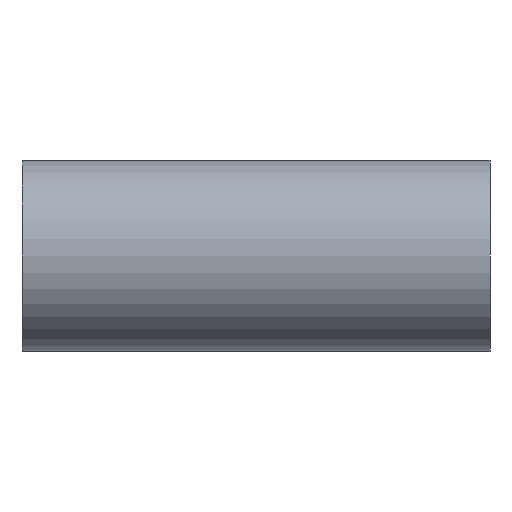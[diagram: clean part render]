
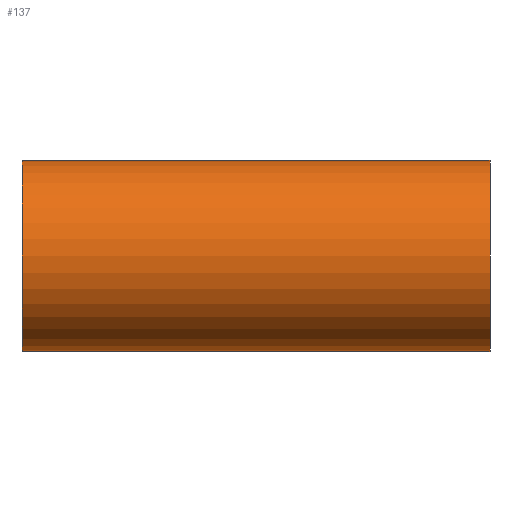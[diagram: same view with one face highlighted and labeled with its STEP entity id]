
A CAD part, front view. The second image highlights one B-rep face of the part: STEP entity #137.
In plain terms, the highlighted cylindrical face has radius 254 mm (diameter 508 mm), a full revolution.
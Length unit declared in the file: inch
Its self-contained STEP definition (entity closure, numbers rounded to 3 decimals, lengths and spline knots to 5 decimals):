
#16=FACE_BOUND('',#34,.T.);
#25=FACE_OUTER_BOUND('',#33,.T.);
#33=EDGE_LOOP('',(#109,#110,#111,#112));
#34=EDGE_LOOP('',(#113,#114,#115));
#42=CIRCLE('',#176,10.);
#43=CIRCLE('',#177,10.);
#48=LINE('',#258,#53);
#53=VECTOR('',#215,10.);
#60=ELLIPSE('',#170,38.63703,10.);
#61=ELLIPSE('',#171,10.35276,10.);
#62=ELLIPSE('',#172,38.63703,10.);
#68=VERTEX_POINT('',#244);
#69=VERTEX_POINT('',#245);
#70=VERTEX_POINT('',#247);
#72=VERTEX_POINT('',#255);
#73=VERTEX_POINT('',#257);
#82=EDGE_CURVE('',#68,#69,#60,.T.);
#83=EDGE_CURVE('',#70,#68,#61,.T.);
#84=EDGE_CURVE('',#69,#70,#62,.T.);
#87=EDGE_CURVE('',#72,#72,#42,.T.);
#88=EDGE_CURVE('',#72,#73,#48,.T.);
#89=EDGE_CURVE('',#73,#73,#43,.T.);
#109=ORIENTED_EDGE('',*,*,#87,.F.);
#110=ORIENTED_EDGE('',*,*,#88,.T.);
#111=ORIENTED_EDGE('',*,*,#89,.F.);
#112=ORIENTED_EDGE('',*,*,#88,.F.);
#113=ORIENTED_EDGE('',*,*,#82,.T.);
#114=ORIENTED_EDGE('',*,*,#84,.T.);
#115=ORIENTED_EDGE('',*,*,#83,.T.);
#132=CYLINDRICAL_SURFACE('',#175,10.);
#137=ADVANCED_FACE('',(#25,#16),#132,.T.);
#170=AXIS2_PLACEMENT_3D('',#246,#200,#201);
#171=AXIS2_PLACEMENT_3D('',#248,#202,#203);
#172=AXIS2_PLACEMENT_3D('',#249,#204,#205);
#175=AXIS2_PLACEMENT_3D('',#254,#211,#212);
#176=AXIS2_PLACEMENT_3D('',#256,#213,#214);
#177=AXIS2_PLACEMENT_3D('',#259,#216,#217);
#200=DIRECTION('center_axis',(0.259,-0.966,0.));
#201=DIRECTION('ref_axis',(-0.966,-0.259,0.));
#202=DIRECTION('center_axis',(-0.966,-0.259,0.));
#203=DIRECTION('ref_axis',(-0.259,0.966,0.));
#204=DIRECTION('center_axis',(0.259,-0.966,0.));
#205=DIRECTION('ref_axis',(-0.966,-0.259,0.));
#211=DIRECTION('center_axis',(-1.,0.,0.));
#212=DIRECTION('ref_axis',(0.,1.,0.));
#213=DIRECTION('center_axis',(-1.,0.,0.));
#214=DIRECTION('ref_axis',(0.,1.,0.));
#215=DIRECTION('',(1.,0.,0.));
#216=DIRECTION('center_axis',(1.,0.,0.));
#217=DIRECTION('ref_axis',(0.,1.,0.));
#244=CARTESIAN_POINT('',(-16.,0.,-10.));
#245=CARTESIAN_POINT('',(21.32051,10.,0.));
#246=CARTESIAN_POINT('Origin',(-16.,0.,0.));
#247=CARTESIAN_POINT('',(-16.,0.,10.));
#248=CARTESIAN_POINT('Origin',(-16.,0.,0.));
#249=CARTESIAN_POINT('Origin',(-16.,0.,0.));
#254=CARTESIAN_POINT('Origin',(24.5,0.,0.));
#255=CARTESIAN_POINT('',(-24.5,-10.,0.));
#256=CARTESIAN_POINT('Origin',(-24.5,0.,0.));
#257=CARTESIAN_POINT('',(24.5,-10.,0.));
#258=CARTESIAN_POINT('',(24.5,-10.,0.));
#259=CARTESIAN_POINT('Origin',(24.5,0.,0.));
